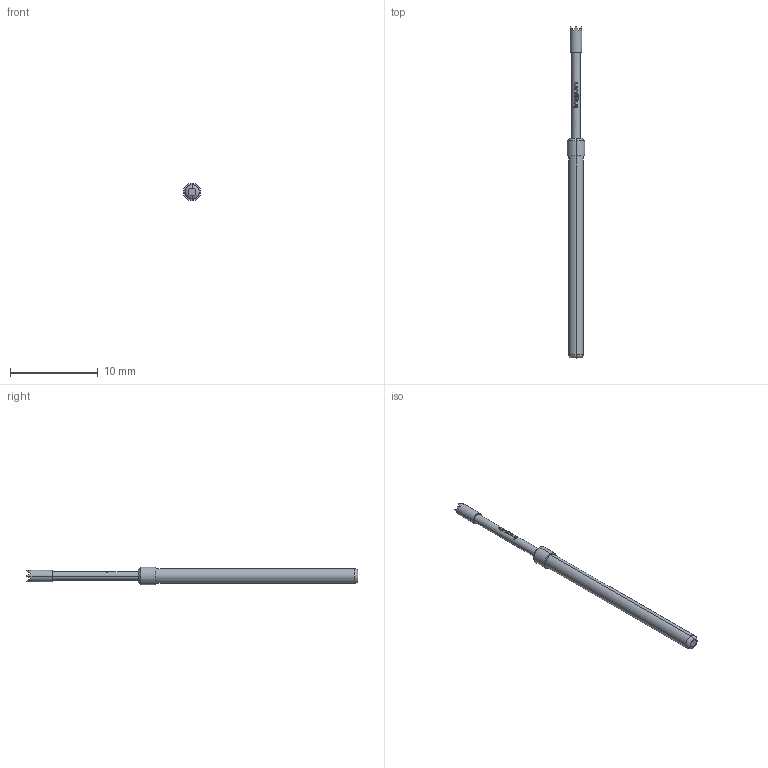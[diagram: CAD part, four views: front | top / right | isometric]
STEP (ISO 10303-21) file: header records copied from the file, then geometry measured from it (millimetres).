
FILE_DESCRIPTION (( 'STEP AP203' ), '1' );
FILE_NAME ('INGUN_GKS-412_206_130_R_xx02.STEP', '2022-02-01T08:09:24', ( 'ochi' ), ( '' ), 'SwSTEP 2.0', 'SolidWorks 2018', '' );
FILE_SCHEMA (( 'CONFIG_CONTROL_DESIGN' ));
Length unit declared in the file: millimetre
Products named in the file (1): INGUN_GKS-412_206_130_R_xx02
Bounding box: 2 x 37.8 x 2 mm (x, y, z)
Volume: 66.4 mm3; surface area: 180.6 mm2
Topology: 1 solids, 1 shells, 112 faces, 274 edges, 173 vertices
Faces by surface type: plane 72, bspline 22, cylinder 14, cone 2, torus 2
Entity records: 3585 total; most frequent: CARTESIAN_POINT 1126, ORIENTED_EDGE 548, DIRECTION 408, EDGE_CURVE 274, VERTEX_POINT 173, AXIS2_PLACEMENT_3D 151, EDGE_LOOP 121, ADVANCED_FACE 112
